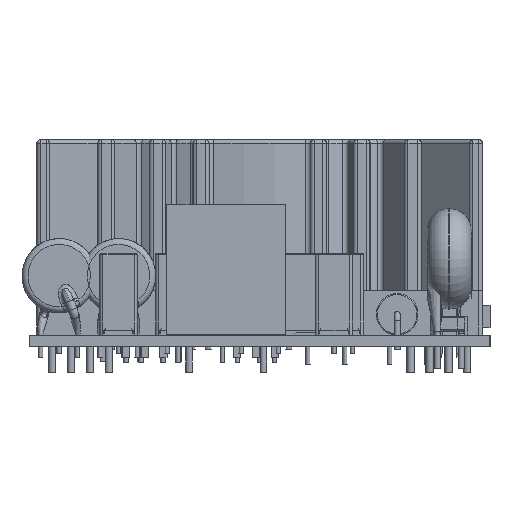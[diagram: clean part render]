
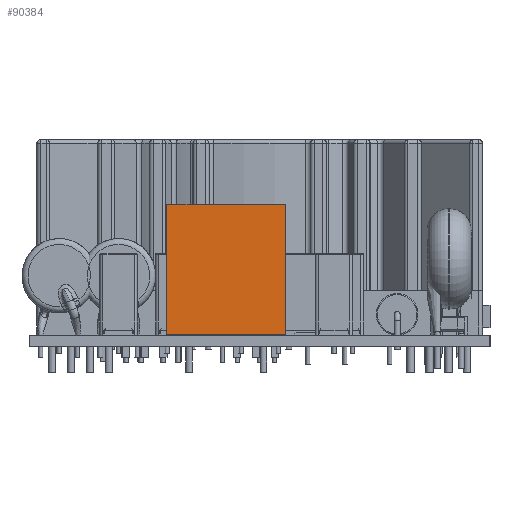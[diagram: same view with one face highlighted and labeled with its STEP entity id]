
A CAD part, left-side view. The second image highlights one B-rep face of the part: STEP entity #90384.
In plain terms, the highlighted planar face has unit normal (-1, 0, 0).
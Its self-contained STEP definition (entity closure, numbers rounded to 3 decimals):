
#6911=PLANE('',#98999);
#11747=FACE_OUTER_BOUND('',#17465,.T.);
#17465=EDGE_LOOP('',(#78521,#78522,#78523,#78524));
#24363=LINE('',#164358,#32356);
#24371=LINE('',#164374,#32364);
#24373=LINE('',#164377,#32366);
#24374=LINE('',#164378,#32367);
#32356=VECTOR('',#118969,1.);
#32364=VECTOR('',#118981,1.);
#32366=VECTOR('',#118985,1.);
#32367=VECTOR('',#118986,1.);
#44269=VERTEX_POINT('',#164356);
#44270=VERTEX_POINT('',#164357);
#44275=VERTEX_POINT('',#164371);
#44276=VERTEX_POINT('',#164373);
#55983=EDGE_CURVE('',#44269,#44270,#24363,.T.);
#55991=EDGE_CURVE('',#44276,#44275,#24371,.T.);
#55993=EDGE_CURVE('',#44275,#44270,#24373,.T.);
#55994=EDGE_CURVE('',#44276,#44269,#24374,.T.);
#78521=ORIENTED_EDGE('',*,*,#55991,.T.);
#78522=ORIENTED_EDGE('',*,*,#55993,.T.);
#78523=ORIENTED_EDGE('',*,*,#55983,.F.);
#78524=ORIENTED_EDGE('',*,*,#55994,.F.);
#90384=ADVANCED_FACE('',(#11747),#6911,.T.);
#98999=AXIS2_PLACEMENT_3D('',#164376,#118983,#118984);
#118969=DIRECTION('',(0.,0.,1.));
#118981=DIRECTION('',(0.,0.,1.));
#118983=DIRECTION('center_axis',(-1.,0.,0.));
#118984=DIRECTION('ref_axis',(0.,1.,0.));
#118985=DIRECTION('',(0.,1.,0.));
#118986=DIRECTION('',(0.,1.,0.));
#164356=CARTESIAN_POINT('',(-2.5,13.,0.));
#164357=CARTESIAN_POINT('',(-2.5,13.,17.5));
#164358=CARTESIAN_POINT('',(-2.5,13.,0.));
#164371=CARTESIAN_POINT('',(-2.5,-3.,17.5));
#164373=CARTESIAN_POINT('',(-2.5,-3.,0.));
#164374=CARTESIAN_POINT('',(-2.5,-3.,0.));
#164376=CARTESIAN_POINT('Origin',(-2.5,-3.,0.));
#164377=CARTESIAN_POINT('',(-2.5,-3.,17.5));
#164378=CARTESIAN_POINT('',(-2.5,-3.,0.));
